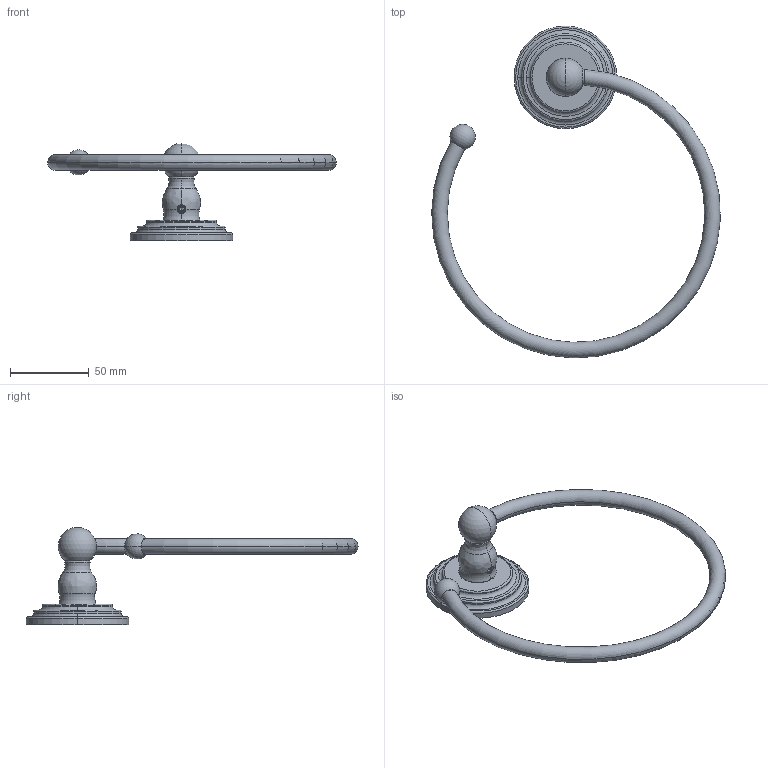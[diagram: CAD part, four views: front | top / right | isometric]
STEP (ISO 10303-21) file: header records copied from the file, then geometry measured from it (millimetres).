
FILE_DESCRIPTION((''),'2;1');
FILE_NAME('890-1400_ASM','2019-11-11T09:08:07',('rsmith'),(''),'CREO PARAMETRIC BY PTC INC, 2018400','CREO PARAMETRIC BY PTC INC, 2018400','');
FILE_SCHEMA(('CONFIG_CONTROL_DESIGN'));
Length unit declared in the file: inch
Products named in the file (11): 11XXD; 1100C; 40750; 40781; 40753; 7-759_ASM; 40754; 91049; 92527; 92308; 890-1400_ASM
Assembly tree (12 placements, depth 3):
  890-1400_ASM
    11XXD
    1100C
    40750
    7-759_ASM
      40781
      40753
    40754
    91049  x3
    92527
    92308
Bounding box: 182.81 x 210.27 x 61.52 mm (x, y, z)
Volume: 66214.3 mm3; surface area: 53699 mm2
Topology: 11 solids, 20 shells, 464 faces, 1165 edges, 743 vertices
Faces by surface type: cylinder 175, plane 146, torus 53, bspline 41, cone 39, sphere 10
Entity records: 28451 total; most frequent: CARTESIAN_POINT 17821, ORIENTED_EDGE 2216, DIRECTION 2024, EDGE_CURVE 1123, AXIS2_PLACEMENT_3D 781, VERTEX_POINT 727, EDGE_LOOP 501, VECTOR 462
